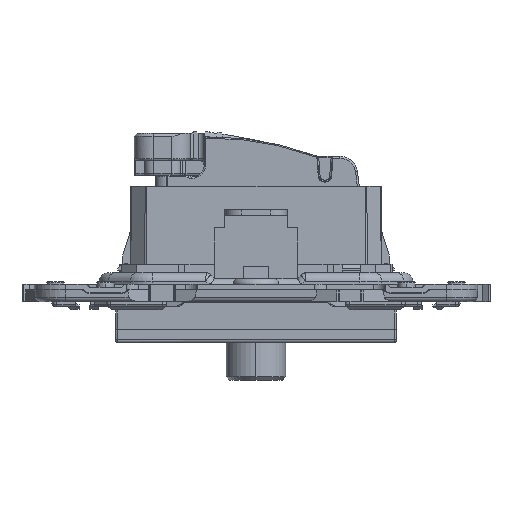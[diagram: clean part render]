
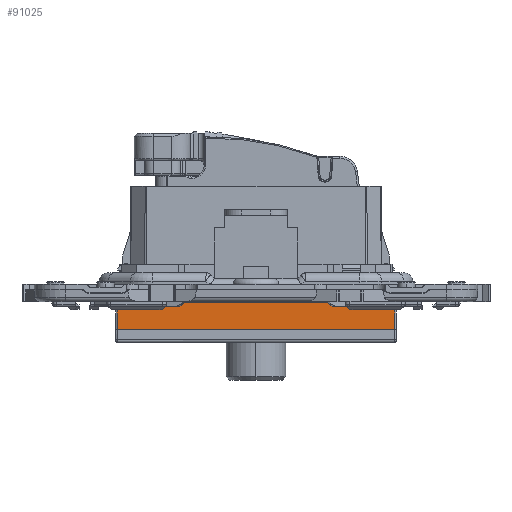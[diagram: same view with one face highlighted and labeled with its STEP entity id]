
A CAD part, front view. The second image highlights one B-rep face of the part: STEP entity #91025.
In plain terms, the highlighted planar face has unit normal (0, -1, 0).
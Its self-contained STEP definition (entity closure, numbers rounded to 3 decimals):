
#264 = DIRECTION ( 'NONE',  ( -1., 0., 0. ) ) ;
#1273 = CARTESIAN_POINT ( 'NONE',  ( -222.17, -43.502, 14.75 ) ) ;
#5914 = CARTESIAN_POINT ( 'NONE',  ( -200., -43.502, 19.05 ) ) ;
#10831 = EDGE_CURVE ( 'NONE', #67952, #83676, #30211, .T. ) ;
#12447 = VERTEX_POINT ( 'NONE', #41290 ) ;
#13256 = PLANE ( 'NONE',  #81506 ) ;
#14733 = DIRECTION ( 'NONE',  ( 0., 1., 0. ) ) ;
#15678 = VERTEX_POINT ( 'NONE', #52664 ) ;
#18374 = DIRECTION ( 'NONE',  ( 0., 0., -1. ) ) ;
#23536 = ORIENTED_EDGE ( 'NONE', *, *, #10831, .F. ) ;
#26349 = VECTOR ( 'NONE', #74719, 1000. ) ;
#27584 = CARTESIAN_POINT ( 'NONE',  ( -177.83, -43.502, 14.75 ) ) ;
#28714 = EDGE_CURVE ( 'NONE', #12447, #83676, #87200, .T. ) ;
#30211 = LINE ( 'NONE', #1273, #54103 ) ;
#36227 = DIRECTION ( 'NONE',  ( 1., 0., 0. ) ) ;
#41290 = CARTESIAN_POINT ( 'NONE',  ( -222.17, -43.502, 19.05 ) ) ;
#42838 = LINE ( 'NONE', #48490, #26349 ) ;
#43158 = ORIENTED_EDGE ( 'NONE', *, *, #81952, .T. ) ;
#43517 = ORIENTED_EDGE ( 'NONE', *, *, #28714, .T. ) ;
#45344 = EDGE_LOOP ( 'NONE', ( #43158, #56118, #43517, #23536 ) ) ;
#48490 = CARTESIAN_POINT ( 'NONE',  ( -177.83, -43.502, 20.35 ) ) ;
#52664 = CARTESIAN_POINT ( 'NONE',  ( -177.83, -43.502, 19.05 ) ) ;
#54103 = VECTOR ( 'NONE', #264, 1000. ) ;
#56118 = ORIENTED_EDGE ( 'NONE', *, *, #60807, .F. ) ;
#60807 = EDGE_CURVE ( 'NONE', #12447, #15678, #80766, .T. ) ;
#67952 = VERTEX_POINT ( 'NONE', #27584 ) ;
#73635 = FACE_OUTER_BOUND ( 'NONE', #45344, .T. ) ;
#73748 = CARTESIAN_POINT ( 'NONE',  ( -222.17, -43.502, 14.75 ) ) ;
#74137 = CARTESIAN_POINT ( 'NONE',  ( -222.17, -43.502, 20.35 ) ) ;
#74719 = DIRECTION ( 'NONE',  ( 0., 0., 1. ) ) ;
#80766 = LINE ( 'NONE', #5914, #94689 ) ;
#81506 = AXIS2_PLACEMENT_3D ( 'NONE', #74137, #14733, #36227 ) ;
#81952 = EDGE_CURVE ( 'NONE', #67952, #15678, #42838, .T. ) ;
#83676 = VERTEX_POINT ( 'NONE', #73748 ) ;
#86710 = CARTESIAN_POINT ( 'NONE',  ( -222.17, -43.502, 20.35 ) ) ;
#87200 = LINE ( 'NONE', #86710, #92931 ) ;
#89692 = DIRECTION ( 'NONE',  ( 1., 0., 0. ) ) ;
#91025 = ADVANCED_FACE ( 'NONE', ( #73635 ), #13256, .F. ) ;
#92931 = VECTOR ( 'NONE', #18374, 1000. ) ;
#94689 = VECTOR ( 'NONE', #89692, 1000. ) ;
